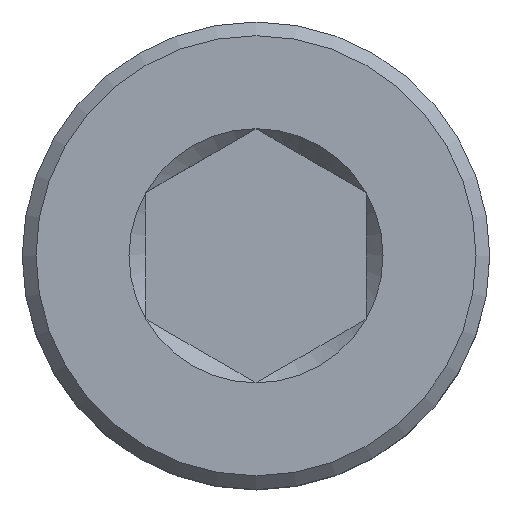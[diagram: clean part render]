
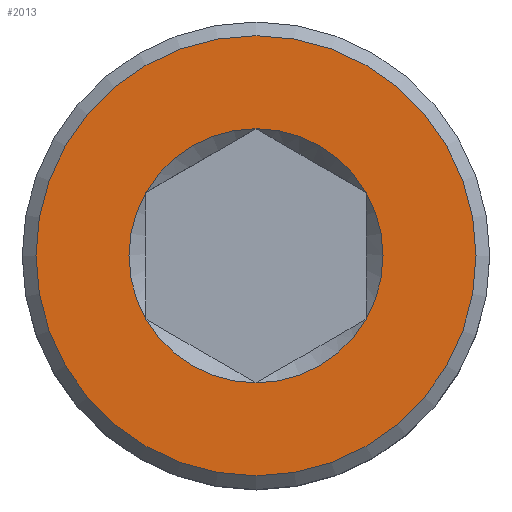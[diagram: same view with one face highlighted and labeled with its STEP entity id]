
A CAD part, top view. The second image highlights one B-rep face of the part: STEP entity #2013.
In plain terms, the highlighted planar face has unit normal (0, 0, 1).
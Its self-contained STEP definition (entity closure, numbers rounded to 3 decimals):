
#17=FACE_BOUND('',#347,.T.);
#19=PLANE('',#2154);
#233=FACE_OUTER_BOUND('',#346,.T.);
#346=EDGE_LOOP('',(#1589));
#347=EDGE_LOOP('',(#1590,#1591,#1592,#1593,#1594,#1595));
#374=CIRCLE('',#2145,2.309);
#379=CIRCLE('',#2153,4.);
#380=CIRCLE('',#2155,2.309);
#381=CIRCLE('',#2156,2.309);
#382=CIRCLE('',#2157,2.309);
#383=CIRCLE('',#2158,2.309);
#384=CIRCLE('',#2159,2.309);
#873=VERTEX_POINT('',#7569);
#874=VERTEX_POINT('',#7570);
#879=VERTEX_POINT('',#7588);
#880=VERTEX_POINT('',#7592);
#881=VERTEX_POINT('',#7594);
#882=VERTEX_POINT('',#7596);
#883=VERTEX_POINT('',#7598);
#1170=EDGE_CURVE('',#873,#874,#374,.T.);
#1178=EDGE_CURVE('',#879,#879,#379,.T.);
#1179=EDGE_CURVE('',#880,#873,#380,.T.);
#1180=EDGE_CURVE('',#881,#880,#381,.T.);
#1181=EDGE_CURVE('',#882,#881,#382,.T.);
#1182=EDGE_CURVE('',#883,#882,#383,.T.);
#1183=EDGE_CURVE('',#874,#883,#384,.T.);
#1589=ORIENTED_EDGE('',*,*,#1178,.F.);
#1590=ORIENTED_EDGE('',*,*,#1179,.F.);
#1591=ORIENTED_EDGE('',*,*,#1180,.F.);
#1592=ORIENTED_EDGE('',*,*,#1181,.F.);
#1593=ORIENTED_EDGE('',*,*,#1182,.F.);
#1594=ORIENTED_EDGE('',*,*,#1183,.F.);
#1595=ORIENTED_EDGE('',*,*,#1170,.F.);
#2013=ADVANCED_FACE('',(#233,#17),#19,.T.);
#2145=AXIS2_PLACEMENT_3D('',#7574,#2466,#2467);
#2153=AXIS2_PLACEMENT_3D('',#7590,#2485,#2486);
#2154=AXIS2_PLACEMENT_3D('',#7591,#2487,#2488);
#2155=AXIS2_PLACEMENT_3D('',#7593,#2489,#2490);
#2156=AXIS2_PLACEMENT_3D('',#7595,#2491,#2492);
#2157=AXIS2_PLACEMENT_3D('',#7597,#2493,#2494);
#2158=AXIS2_PLACEMENT_3D('',#7599,#2495,#2496);
#2159=AXIS2_PLACEMENT_3D('',#7600,#2497,#2498);
#2466=DIRECTION('center_axis',(0.,0.,1.));
#2467=DIRECTION('ref_axis',(1.,0.,0.));
#2485=DIRECTION('center_axis',(0.,0.,-1.));
#2486=DIRECTION('ref_axis',(0.,1.,0.));
#2487=DIRECTION('center_axis',(0.,0.,1.));
#2488=DIRECTION('ref_axis',(0.,-1.,0.));
#2489=DIRECTION('center_axis',(0.,0.,1.));
#2490=DIRECTION('ref_axis',(1.,0.,0.));
#2491=DIRECTION('center_axis',(0.,0.,1.));
#2492=DIRECTION('ref_axis',(1.,0.,0.));
#2493=DIRECTION('center_axis',(0.,0.,1.));
#2494=DIRECTION('ref_axis',(1.,0.,0.));
#2495=DIRECTION('center_axis',(0.,0.,1.));
#2496=DIRECTION('ref_axis',(1.,0.,0.));
#2497=DIRECTION('center_axis',(0.,0.,1.));
#2498=DIRECTION('ref_axis',(1.,0.,0.));
#7569=CARTESIAN_POINT('',(2.,-1.155,20.));
#7570=CARTESIAN_POINT('',(2.,1.155,20.));
#7574=CARTESIAN_POINT('Origin',(0.,0.,20.));
#7588=CARTESIAN_POINT('',(0.,-4.,20.));
#7590=CARTESIAN_POINT('Origin',(0.,0.,20.));
#7591=CARTESIAN_POINT('Origin',(0.,0.,20.));
#7592=CARTESIAN_POINT('',(0.,-2.309,20.));
#7593=CARTESIAN_POINT('Origin',(0.,0.,20.));
#7594=CARTESIAN_POINT('',(-2.,-1.155,20.));
#7595=CARTESIAN_POINT('Origin',(0.,0.,20.));
#7596=CARTESIAN_POINT('',(-2.,1.155,20.));
#7597=CARTESIAN_POINT('Origin',(0.,0.,20.));
#7598=CARTESIAN_POINT('',(0.,2.309,20.));
#7599=CARTESIAN_POINT('Origin',(0.,0.,20.));
#7600=CARTESIAN_POINT('Origin',(0.,0.,20.));
